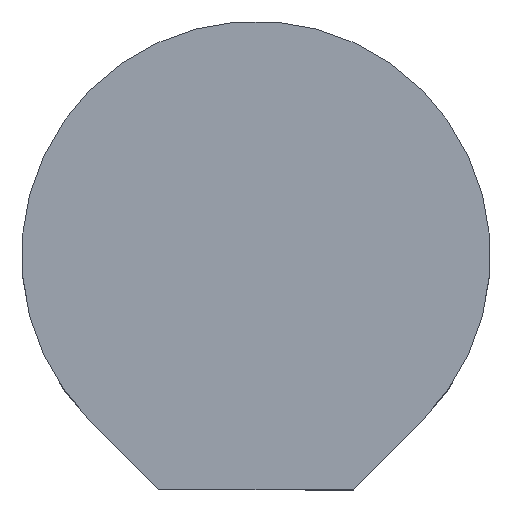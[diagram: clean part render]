
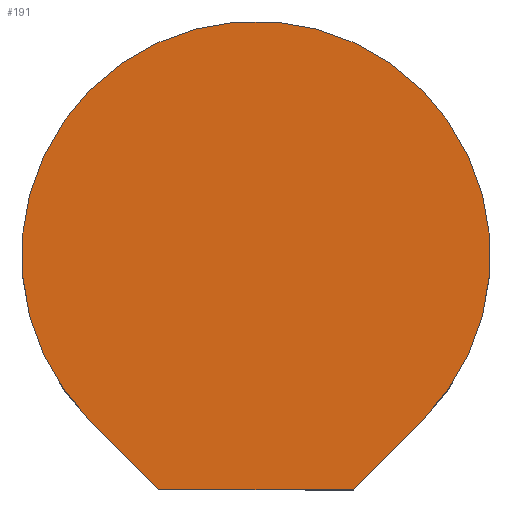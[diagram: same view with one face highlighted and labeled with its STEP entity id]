
A CAD part, top view. The second image highlights one B-rep face of the part: STEP entity #191.
In plain terms, the highlighted planar face has unit normal (0, 0, 1).
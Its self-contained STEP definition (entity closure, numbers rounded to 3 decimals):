
#23=PLANE('',#220);
#34=FACE_OUTER_BOUND('',#45,.T.);
#45=EDGE_LOOP('',(#168,#169,#170,#171));
#60=LINE('',#307,#80);
#63=LINE('',#313,#83);
#67=LINE('',#323,#87);
#80=VECTOR('',#252,10.);
#83=VECTOR('',#257,10.);
#87=VECTOR('',#269,10.);
#91=CIRCLE('',#218,3.1);
#102=VERTEX_POINT('',#304);
#103=VERTEX_POINT('',#306);
#105=VERTEX_POINT('',#312);
#107=VERTEX_POINT('',#318);
#122=EDGE_CURVE('',#103,#102,#60,.T.);
#125=EDGE_CURVE('',#105,#103,#63,.T.);
#128=EDGE_CURVE('',#107,#105,#91,.T.);
#131=EDGE_CURVE('',#102,#107,#67,.T.);
#168=ORIENTED_EDGE('',*,*,#131,.T.);
#169=ORIENTED_EDGE('',*,*,#128,.T.);
#170=ORIENTED_EDGE('',*,*,#125,.T.);
#171=ORIENTED_EDGE('',*,*,#122,.T.);
#191=ADVANCED_FACE('',(#34),#23,.T.);
#218=AXIS2_PLACEMENT_3D('',#319,#263,#264);
#220=AXIS2_PLACEMENT_3D('',#324,#270,#271);
#252=DIRECTION('',(1.,0.,0.));
#257=DIRECTION('',(0.707,-0.707,0.));
#263=DIRECTION('center_axis',(0.,0.,
1.));
#264=DIRECTION('ref_axis',(0.707,-0.707,0.));
#269=DIRECTION('',(0.707,0.707,0.));
#270=DIRECTION('center_axis',(0.,0.,
1.));
#271=DIRECTION('ref_axis',(-1.,0.,0.));
#304=CARTESIAN_POINT('',(16.326,-7.114,53.799));
#306=CARTESIAN_POINT('',(13.757,-7.114,53.799));
#307=CARTESIAN_POINT('',(11.921,-7.114,53.799));
#312=CARTESIAN_POINT('',(12.85,-6.206,53.799));
#313=CARTESIAN_POINT('',(10.192,-3.549,53.799));
#318=CARTESIAN_POINT('',(17.234,-6.206,53.799));
#319=CARTESIAN_POINT('Origin',(15.042,-4.014,53.799));
#323=CARTESIAN_POINT('',(16.952,-6.488,53.799));
#324=CARTESIAN_POINT('Origin',(10.042,1.615,53.799));
